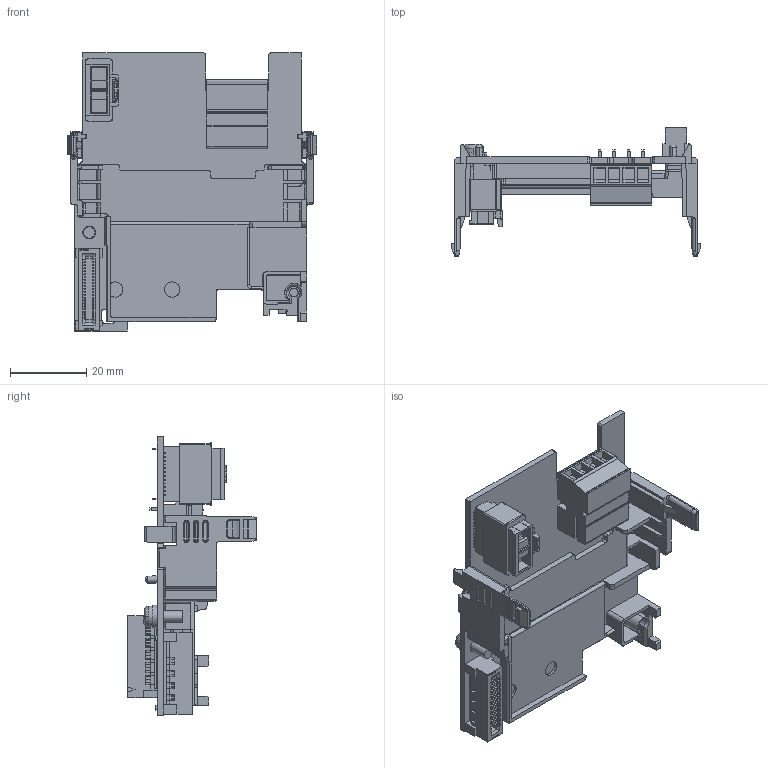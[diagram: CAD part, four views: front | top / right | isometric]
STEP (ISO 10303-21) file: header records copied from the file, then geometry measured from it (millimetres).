
FILE_DESCRIPTION (( 'STEP AP214' ), '1' );
FILE_NAME ('GS20A-BPS.STEP', '2020-03-10T16:30:14', ( '' ), ( '' ), 'SwSTEP 2.0', 'SolidWorks 2017', '' );
FILE_SCHEMA (( 'AUTOMOTIVE_DESIGN' ));
Length unit declared in the file: inch
Products named in the file (1): GS20A-BPS
Bounding box: 65.6 x 33.9 x 73.1 mm (x, y, z)
Volume: 16635 mm3; surface area: 26096 mm2
Topology: 5 solids, 7 shells, 6573 faces, 19384 edges, 12511 vertices
Faces by surface type: plane 4869, cylinder 1419, bspline 260, cone 20, sphere 5
Entity records: 230663 total; most frequent: CARTESIAN_POINT 62829, ORIENTED_EDGE 38732, DIRECTION 29684, EDGE_CURVE 19366, LINE 13818, VECTOR 13818, VERTEX_POINT 12505, AXIS2_PLACEMENT_3D 7933
